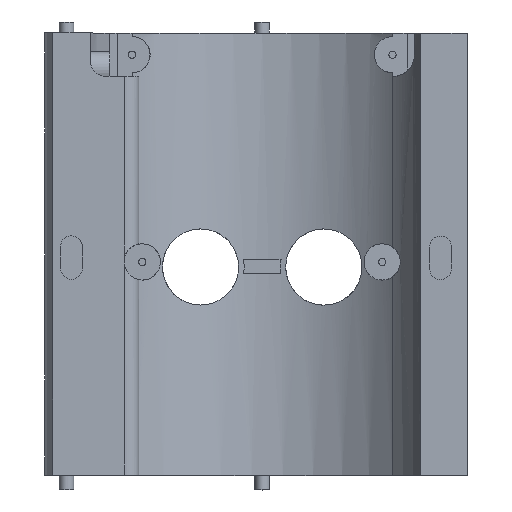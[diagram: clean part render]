
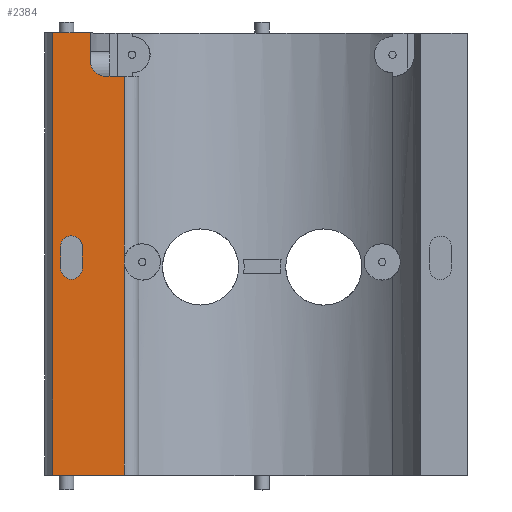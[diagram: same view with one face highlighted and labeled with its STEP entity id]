
A CAD part, top view. The second image highlights one B-rep face of the part: STEP entity #2384.
In plain terms, the highlighted planar face has unit normal (0, 0, 1).
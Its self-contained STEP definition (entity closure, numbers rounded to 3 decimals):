
#433=CARTESIAN_POINT('',(-28.914,61.,8.));
#434=VERTEX_POINT('',#433);
#442=CARTESIAN_POINT('',(-23.685,61.,8.));
#443=VERTEX_POINT('',#442);
#444=CARTESIAN_POINT('',(-23.685,61.,8.));
#445=DIRECTION('',(-1.,0.,0.));
#446=VECTOR('',#445,5.228);
#447=LINE('',#444,#446);
#448=EDGE_CURVE('',#443,#434,#447,.T.);
#1047=CARTESIAN_POINT('',(-23.685,57.,8.));
#1048=VERTEX_POINT('',#1047);
#1049=CARTESIAN_POINT('',(-23.685,57.,8.));
#1050=DIRECTION('',(0.,1.,0.));
#1051=VECTOR('',#1050,4.);
#1052=LINE('',#1049,#1051);
#1053=EDGE_CURVE('',#1048,#443,#1052,.T.);
#2262=CARTESIAN_POINT('',(-25.78,0.,8.));
#2263=DIRECTION('',(0.,0.,-1.));
#2264=DIRECTION('',(-1.,0.,0.));
#2265=AXIS2_PLACEMENT_3D('',#2262,#2263,#2264);
#2266=PLANE('',#2265);
#2267=CARTESIAN_POINT('',(-19.,29.929,8.));
#2268=VERTEX_POINT('',#2267);
#2269=CARTESIAN_POINT('',(-19.,28.946,8.));
#2270=VERTEX_POINT('',#2269);
#2271=CARTESIAN_POINT('',(-16.549,29.437,8.));
#2272=DIRECTION('',(-0.,-0.,1.));
#2273=DIRECTION('',(-1.,0.,0.));
#2274=AXIS2_PLACEMENT_3D('',#2271,#2272,#2273);
#2275=CIRCLE('',#2274,2.5);
#2276=EDGE_CURVE('',#2268,#2270,#2275,.T.);
#2277=ORIENTED_EDGE('',*,*,#2276,.F.);
#2278=CARTESIAN_POINT('',(-19.,55.,8.));
#2279=VERTEX_POINT('',#2278);
#2280=CARTESIAN_POINT('',(-19.,29.929,8.));
#2281=DIRECTION('',(0.,1.,0.));
#2282=VECTOR('',#2281,25.071);
#2283=LINE('',#2280,#2282);
#2284=EDGE_CURVE('',#2268,#2279,#2283,.T.);
#2285=ORIENTED_EDGE('',*,*,#2284,.T.);
#2286=CARTESIAN_POINT('',(-21.564,55.,8.));
#2287=VERTEX_POINT('',#2286);
#2288=CARTESIAN_POINT('',(-19.,55.,8.));
#2289=DIRECTION('',(-1.,0.,0.));
#2290=VECTOR('',#2289,2.564);
#2291=LINE('',#2288,#2290);
#2292=EDGE_CURVE('',#2279,#2287,#2291,.T.);
#2293=ORIENTED_EDGE('',*,*,#2292,.T.);
#2294=CARTESIAN_POINT('',(-21.564,55.,8.));
#2295=CARTESIAN_POINT('',(-21.7,55.,8.));
#2296=CARTESIAN_POINT('',(-21.834,55.012,8.));
#2297=CARTESIAN_POINT('',(-21.966,55.036,8.));
#2298=CARTESIAN_POINT('',(-22.098,55.06,8.));
#2299=CARTESIAN_POINT('',(-22.229,55.096,8.));
#2300=CARTESIAN_POINT('',(-22.356,55.144,8.));
#2301=CARTESIAN_POINT('',(-22.483,55.192,8.));
#2302=CARTESIAN_POINT('',(-22.604,55.25,8.));
#2303=CARTESIAN_POINT('',(-22.718,55.32,8.));
#2304=CARTESIAN_POINT('',(-22.833,55.39,8.));
#2305=CARTESIAN_POINT('',(-22.942,55.472,8.));
#2306=CARTESIAN_POINT('',(-23.042,55.563,8.));
#2307=CARTESIAN_POINT('',(-23.142,55.654,8.));
#2308=CARTESIAN_POINT('',(-23.231,55.754,8.));
#2309=CARTESIAN_POINT('',(-23.311,55.863,8.));
#2310=CARTESIAN_POINT('',(-23.39,55.971,8.));
#2311=CARTESIAN_POINT('',(-23.46,56.09,8.));
#2312=CARTESIAN_POINT('',(-23.515,56.213,8.));
#2313=CARTESIAN_POINT('',(-23.57,56.335,8.));
#2314=CARTESIAN_POINT('',(-23.613,56.463,8.));
#2315=CARTESIAN_POINT('',(-23.642,56.595,8.));
#2316=CARTESIAN_POINT('',(-23.671,56.727,8.));
#2317=CARTESIAN_POINT('',(-23.685,56.864,8.));
#2318=CARTESIAN_POINT('',(-23.685,57.,8.));
#2319=B_SPLINE_CURVE_WITH_KNOTS('',3,(#2294,#2295,#2296,#2297,#2298,#2299,#2300,#2301,#2302,#2303,#2304,#2305,#2306,#2307,#2308,#2309,#2310,#2311,#2312,#2313,#2314,#2315,#2316,#2317,#2318),.UNSPECIFIED.,.F.,.F.,(4,3,3,3,3,3,3,3,4),(0.,0.,0.001,0.001,0.002,0.002,0.002,0.003,0.003),.UNSPECIFIED.);
#2320=EDGE_CURVE('',#2287,#1048,#2319,.T.);
#2321=ORIENTED_EDGE('',*,*,#2320,.T.);
#2322=ORIENTED_EDGE('',*,*,#1053,.T.);
#2323=ORIENTED_EDGE('',*,*,#448,.T.);
#2324=CARTESIAN_POINT('',(-28.914,0.,8.));
#2325=VERTEX_POINT('',#2324);
#2326=CARTESIAN_POINT('',(-28.914,0.,8.));
#2327=DIRECTION('',(0.,1.,0.));
#2328=VECTOR('',#2327,61.);
#2329=LINE('',#2326,#2328);
#2330=EDGE_CURVE('',#2325,#434,#2329,.T.);
#2331=ORIENTED_EDGE('',*,*,#2330,.F.);
#2332=CARTESIAN_POINT('',(-19.,0.,8.));
#2333=VERTEX_POINT('',#2332);
#2334=CARTESIAN_POINT('',(-19.,0.,8.));
#2335=DIRECTION('',(-1.,0.,0.));
#2336=VECTOR('',#2335,9.914);
#2337=LINE('',#2334,#2336);
#2338=EDGE_CURVE('',#2333,#2325,#2337,.T.);
#2339=ORIENTED_EDGE('',*,*,#2338,.F.);
#2340=CARTESIAN_POINT('',(-19.,0.,8.));
#2341=DIRECTION('',(0.,1.,0.));
#2342=VECTOR('',#2341,28.946);
#2343=LINE('',#2340,#2342);
#2344=EDGE_CURVE('',#2333,#2270,#2343,.T.);
#2345=ORIENTED_EDGE('',*,*,#2344,.T.);
#2346=EDGE_LOOP('',(#2277,#2285,#2293,#2321,#2322,#2323,#2331,#2339,#2345));
#2347=FACE_BOUND('',#2346,.T.);
#2348=CARTESIAN_POINT('',(-24.807,28.5,8.));
#2349=VERTEX_POINT('',#2348);
#2350=CARTESIAN_POINT('',(-27.807,28.5,8.));
#2351=VERTEX_POINT('',#2350);
#2352=CARTESIAN_POINT('',(-26.307,28.5,8.));
#2353=DIRECTION('',(0.,0.,-1.));
#2354=DIRECTION('',(-1.,0.,0.));
#2355=AXIS2_PLACEMENT_3D('',#2352,#2353,#2354);
#2356=CIRCLE('',#2355,1.5);
#2357=EDGE_CURVE('',#2349,#2351,#2356,.T.);
#2358=ORIENTED_EDGE('',*,*,#2357,.T.);
#2359=CARTESIAN_POINT('',(-27.807,31.5,8.));
#2360=VERTEX_POINT('',#2359);
#2361=CARTESIAN_POINT('',(-27.807,31.5,8.));
#2362=DIRECTION('',(-0.,-1.,0.));
#2363=VECTOR('',#2362,3.);
#2364=LINE('',#2361,#2363);
#2365=EDGE_CURVE('',#2360,#2351,#2364,.T.);
#2366=ORIENTED_EDGE('',*,*,#2365,.F.);
#2367=CARTESIAN_POINT('',(-24.807,31.5,8.));
#2368=VERTEX_POINT('',#2367);
#2369=CARTESIAN_POINT('',(-27.807,31.5,8.));
#2370=CARTESIAN_POINT('',(-27.807,34.5,8.));
#2371=CARTESIAN_POINT('',(-24.807,34.5,8.));
#2372=CARTESIAN_POINT('',(-24.807,31.5,8.));
#2373=(BOUNDED_CURVE()
B_SPLINE_CURVE(3,(#2369,#2370,#2371,#2372),.UNSPECIFIED.,.F.,.F.)
B_SPLINE_CURVE_WITH_KNOTS((4,4),(0.,1.),.UNSPECIFIED.)
CURVE()
GEOMETRIC_REPRESENTATION_ITEM()
RATIONAL_B_SPLINE_CURVE((1.,0.333,0.333,1.))
REPRESENTATION_ITEM(''));
#2374=EDGE_CURVE('',#2360,#2368,#2373,.T.);
#2375=ORIENTED_EDGE('',*,*,#2374,.T.);
#2376=CARTESIAN_POINT('',(-24.807,28.5,8.));
#2377=DIRECTION('',(0.,1.,0.));
#2378=VECTOR('',#2377,3.);
#2379=LINE('',#2376,#2378);
#2380=EDGE_CURVE('',#2349,#2368,#2379,.T.);
#2381=ORIENTED_EDGE('',*,*,#2380,.F.);
#2382=EDGE_LOOP('',(#2358,#2366,#2375,#2381));
#2383=FACE_BOUND('',#2382,.T.);
#2384=ADVANCED_FACE('',(#2347,#2383),#2266,.F.);
